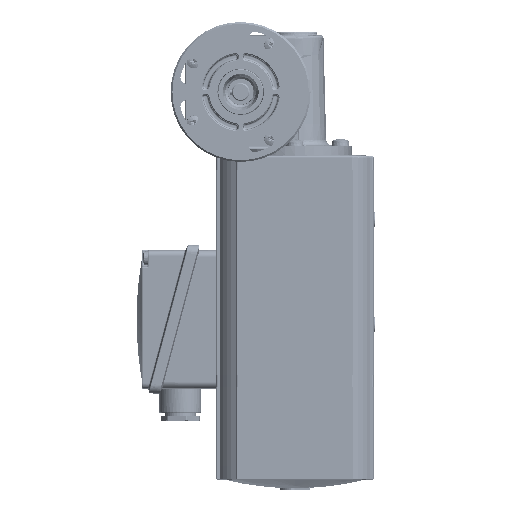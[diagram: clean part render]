
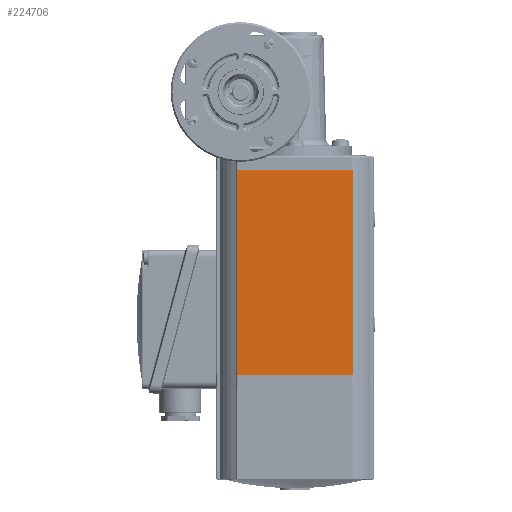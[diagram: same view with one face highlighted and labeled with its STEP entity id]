
A CAD part, left-side view. The second image highlights one B-rep face of the part: STEP entity #224706.
In plain terms, the highlighted planar face has unit normal (-1, 0, 0).
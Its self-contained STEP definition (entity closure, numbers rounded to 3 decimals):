
#1758 = ORIENTED_EDGE ( 'NONE', *, *, #74759, .T. ) ;
#1921 = AXIS2_PLACEMENT_3D ( 'NONE', #152757, #36922, #172267 ) ;
#7731 = ORIENTED_EDGE ( 'NONE', *, *, #199779, .T. ) ;
#15442 = VECTOR ( 'NONE', #247545, 1000. ) ;
#36922 = DIRECTION ( 'NONE',  ( 1., 0., 0. ) ) ;
#37516 = CARTESIAN_POINT ( 'NONE',  ( -45., -33., 118. ) ) ;
#38537 = CARTESIAN_POINT ( 'NONE',  ( -45., -33., 0. ) ) ;
#49369 = VECTOR ( 'NONE', #193369, 1000. ) ;
#53351 = CARTESIAN_POINT ( 'NONE',  ( -45., 33., 118. ) ) ;
#69263 = DIRECTION ( 'NONE',  ( 0., 1., 0. ) ) ;
#72988 = LINE ( 'NONE', #227937, #15442 ) ;
#74759 = EDGE_CURVE ( 'NONE', #249706, #100058, #188762, .T. ) ;
#89684 = FACE_OUTER_BOUND ( 'NONE', #96656, .T. ) ;
#94382 = CARTESIAN_POINT ( 'NONE',  ( -45., -33., 1. ) ) ;
#96656 = EDGE_LOOP ( 'NONE', ( #231965, #206031, #7731, #1758 ) ) ;
#100058 = VERTEX_POINT ( 'NONE', #53351 ) ;
#112838 = EDGE_CURVE ( 'NONE', #203149, #167596, #72988, .T. ) ;
#117484 = DIRECTION ( 'NONE',  ( 0., 0., 1. ) ) ;
#126819 = CARTESIAN_POINT ( 'NONE',  ( -45., 45., 118. ) ) ;
#132455 = PLANE ( 'NONE',  #1921 ) ;
#136967 = CARTESIAN_POINT ( 'NONE',  ( -45., 33., 0. ) ) ;
#148342 = LINE ( 'NONE', #136967, #199861 ) ;
#152757 = CARTESIAN_POINT ( 'NONE',  ( -45., 45., 119. ) ) ;
#167596 = VERTEX_POINT ( 'NONE', #94382 ) ;
#172267 = DIRECTION ( 'NONE',  ( 0., 1., 0. ) ) ;
#188762 = LINE ( 'NONE', #126819, #240427 ) ;
#193369 = DIRECTION ( 'NONE',  ( 0., 0., 1. ) ) ;
#199779 = EDGE_CURVE ( 'NONE', #167596, #249706, #203777, .T. ) ;
#199861 = VECTOR ( 'NONE', #117484, 1000. ) ;
#203149 = VERTEX_POINT ( 'NONE', #225130 ) ;
#203777 = LINE ( 'NONE', #38537, #49369 ) ;
#206031 = ORIENTED_EDGE ( 'NONE', *, *, #112838, .T. ) ;
#224706 = ADVANCED_FACE ( 'NONE', ( #89684 ), #132455, .F. ) ;
#225130 = CARTESIAN_POINT ( 'NONE',  ( -45., 33., 1. ) ) ;
#227937 = CARTESIAN_POINT ( 'NONE',  ( -45., 45., 1. ) ) ;
#231965 = ORIENTED_EDGE ( 'NONE', *, *, #247720, .F. ) ;
#240427 = VECTOR ( 'NONE', #69263, 1000. ) ;
#247545 = DIRECTION ( 'NONE',  ( 0., -1., 0. ) ) ;
#247720 = EDGE_CURVE ( 'NONE', #203149, #100058, #148342, .T. ) ;
#249706 = VERTEX_POINT ( 'NONE', #37516 ) ;
